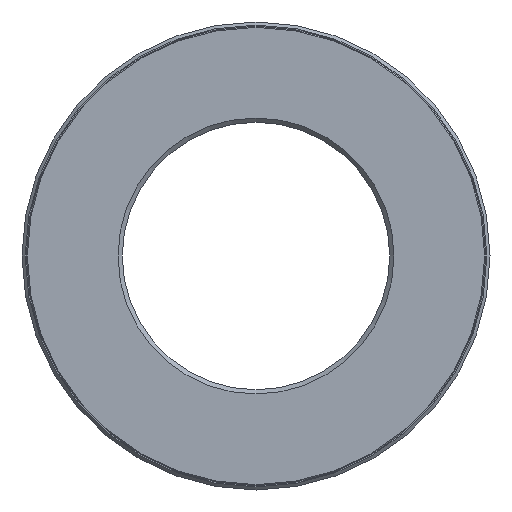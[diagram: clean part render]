
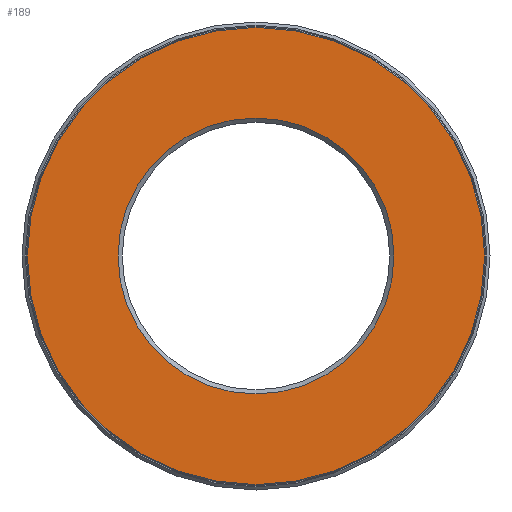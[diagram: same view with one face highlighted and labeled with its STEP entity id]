
A CAD part, front view. The second image highlights one B-rep face of the part: STEP entity #189.
In plain terms, the highlighted planar face has unit normal (0, -1, 0).
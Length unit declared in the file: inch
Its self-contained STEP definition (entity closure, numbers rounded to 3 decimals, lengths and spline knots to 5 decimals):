
#74 = DIRECTION ( 'NONE',  ( 0., 0., 1. ) ) ;
#98 = EDGE_LOOP ( 'NONE', ( #450 ) ) ;
#100 = CARTESIAN_POINT ( 'NONE',  ( 0., 0., 1.06875 ) ) ;
#107 = AXIS2_PLACEMENT_3D ( 'NONE', #510, #550, #505 ) ;
#113 = EDGE_CURVE ( 'NONE', #244, #244, #139, .T. ) ;
#119 = CARTESIAN_POINT ( 'NONE',  ( 0., 0., 0. ) ) ;
#139 = CIRCLE ( 'NONE', #437, 1.06875 ) ;
#152 = DIRECTION ( 'NONE',  ( 0., 1., 0. ) ) ;
#156 = DIRECTION ( 'NONE',  ( 0., 0., 1. ) ) ;
#162 = VERTEX_POINT ( 'NONE', #475 ) ;
#184 = FACE_OUTER_BOUND ( 'NONE', #552, .T. ) ;
#185 = EDGE_CURVE ( 'NONE', #162, #162, #541, .T. ) ;
#189 = ADVANCED_FACE ( 'NONE', ( #184, #288 ), #500, .F. ) ;
#244 = VERTEX_POINT ( 'NONE', #100 ) ;
#288 = FACE_BOUND ( 'NONE', #98, .T. ) ;
#437 = AXIS2_PLACEMENT_3D ( 'NONE', #582, #152, #156 ) ;
#450 = ORIENTED_EDGE ( 'NONE', *, *, #185, .T. ) ;
#455 = AXIS2_PLACEMENT_3D ( 'NONE', #119, #586, #74 ) ;
#475 = CARTESIAN_POINT ( 'NONE',  ( 0., 0., 0.645 ) ) ;
#500 = PLANE ( 'NONE',  #455 ) ;
#501 = ORIENTED_EDGE ( 'NONE', *, *, #113, .F. ) ;
#505 = DIRECTION ( 'NONE',  ( 0., 0., 1. ) ) ;
#510 = CARTESIAN_POINT ( 'NONE',  ( 0., 0., 0. ) ) ;
#541 = CIRCLE ( 'NONE', #107, 0.645 ) ;
#550 = DIRECTION ( 'NONE',  ( 0., 1., 0. ) ) ;
#552 = EDGE_LOOP ( 'NONE', ( #501 ) ) ;
#582 = CARTESIAN_POINT ( 'NONE',  ( 0., 0., 0. ) ) ;
#586 = DIRECTION ( 'NONE',  ( 0., 1., 0. ) ) ;
